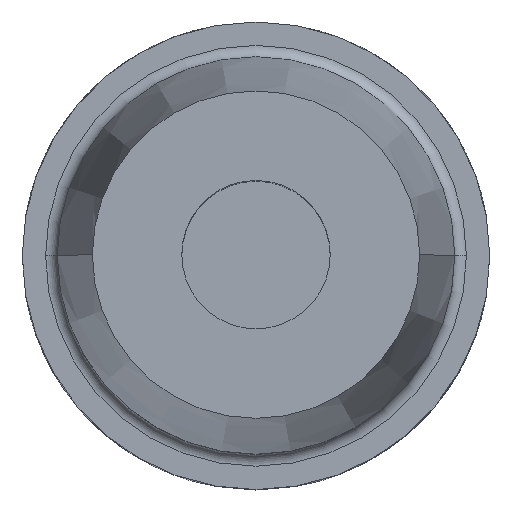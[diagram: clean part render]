
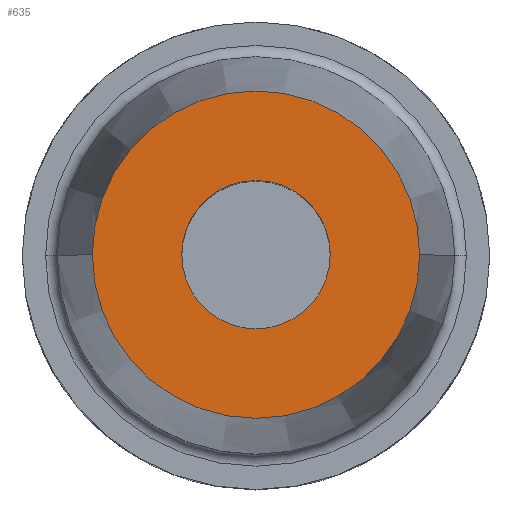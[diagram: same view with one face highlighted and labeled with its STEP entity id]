
A CAD part, top view. The second image highlights one B-rep face of the part: STEP entity #635.
In plain terms, the highlighted planar face has unit normal (0, 0, 1).
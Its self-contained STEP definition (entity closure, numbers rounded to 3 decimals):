
#4 = CIRCLE ( 'NONE', #3236, 6.35 ) ;
#193 = CARTESIAN_POINT ( 'NONE',  ( 6.35, 0., 75. ) ) ;
#225 = EDGE_CURVE ( 'NONE', #3656, #409, #1392, .T. ) ;
#347 = CARTESIAN_POINT ( 'NONE',  ( 0., 0., 75. ) ) ;
#409 = VERTEX_POINT ( 'NONE', #1753 ) ;
#505 = ORIENTED_EDGE ( 'NONE', *, *, #1478, .F. ) ;
#626 = PLANE ( 'NONE',  #4302 ) ;
#635 = ADVANCED_FACE ( 'NONE', ( #3549, #1777 ), #626, .T. ) ;
#705 = DIRECTION ( 'NONE',  ( -1., 0., 0. ) ) ;
#736 = DIRECTION ( 'NONE',  ( -1., 0., 0. ) ) ;
#1058 = EDGE_LOOP ( 'NONE', ( #505, #1468 ) ) ;
#1310 = CIRCLE ( 'NONE', #1865, 6.35 ) ;
#1345 = AXIS2_PLACEMENT_3D ( 'NONE', #1372, #3838, #1724 ) ;
#1372 = CARTESIAN_POINT ( 'NONE',  ( 0., 0., 75. ) ) ;
#1392 = CIRCLE ( 'NONE', #1531, 14. ) ;
#1468 = ORIENTED_EDGE ( 'NONE', *, *, #225, .F. ) ;
#1478 = EDGE_CURVE ( 'NONE', #409, #3656, #3867, .T. ) ;
#1531 = AXIS2_PLACEMENT_3D ( 'NONE', #2166, #4283, #736 ) ;
#1621 = DIRECTION ( 'NONE',  ( 1., 0., 0. ) ) ;
#1692 = CARTESIAN_POINT ( 'NONE',  ( 0., 14., 75. ) ) ;
#1712 = EDGE_CURVE ( 'NONE', #2528, #2584, #4, .T. ) ;
#1724 = DIRECTION ( 'NONE',  ( -1., 0., 0. ) ) ;
#1753 = CARTESIAN_POINT ( 'NONE',  ( -14., 0., 75. ) ) ;
#1777 = FACE_OUTER_BOUND ( 'NONE', #1058, .T. ) ;
#1865 = AXIS2_PLACEMENT_3D ( 'NONE', #4105, #1987, #4466 ) ;
#1987 = DIRECTION ( 'NONE',  ( 0., 0., -1. ) ) ;
#2166 = CARTESIAN_POINT ( 'NONE',  ( 0., 0., 75. ) ) ;
#2235 = ORIENTED_EDGE ( 'NONE', *, *, #2585, .T. ) ;
#2405 = DIRECTION ( 'NONE',  ( 0., 0., 1. ) ) ;
#2528 = VERTEX_POINT ( 'NONE', #193 ) ;
#2584 = VERTEX_POINT ( 'NONE', #2675 ) ;
#2585 = EDGE_CURVE ( 'NONE', #2584, #2528, #1310, .T. ) ;
#2675 = CARTESIAN_POINT ( 'NONE',  ( -6.35, 0., 75. ) ) ;
#2714 = CARTESIAN_POINT ( 'NONE',  ( 14., 0., 75. ) ) ;
#2812 = DIRECTION ( 'NONE',  ( 0., 0., -1. ) ) ;
#3236 = AXIS2_PLACEMENT_3D ( 'NONE', #347, #2812, #705 ) ;
#3243 = EDGE_LOOP ( 'NONE', ( #2235, #3686 ) ) ;
#3549 = FACE_BOUND ( 'NONE', #3243, .T. ) ;
#3656 = VERTEX_POINT ( 'NONE', #2714 ) ;
#3686 = ORIENTED_EDGE ( 'NONE', *, *, #1712, .T. ) ;
#3838 = DIRECTION ( 'NONE',  ( 0., 0., -1. ) ) ;
#3867 = CIRCLE ( 'NONE', #1345, 14. ) ;
#4105 = CARTESIAN_POINT ( 'NONE',  ( 0., 0., 75. ) ) ;
#4283 = DIRECTION ( 'NONE',  ( 0., 0., -1. ) ) ;
#4302 = AXIS2_PLACEMENT_3D ( 'NONE', #1692, #2405, #1621 ) ;
#4466 = DIRECTION ( 'NONE',  ( -1., 0., 0. ) ) ;
